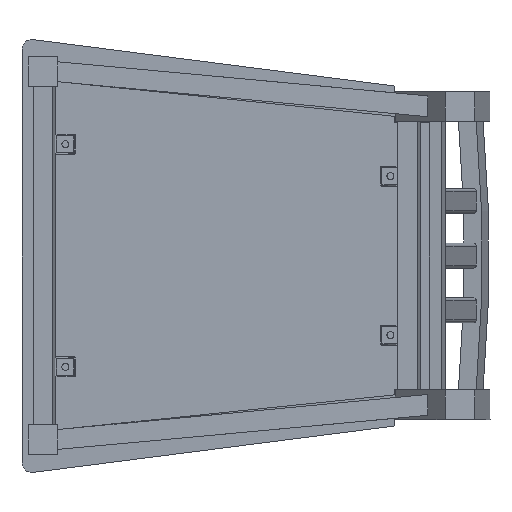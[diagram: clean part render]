
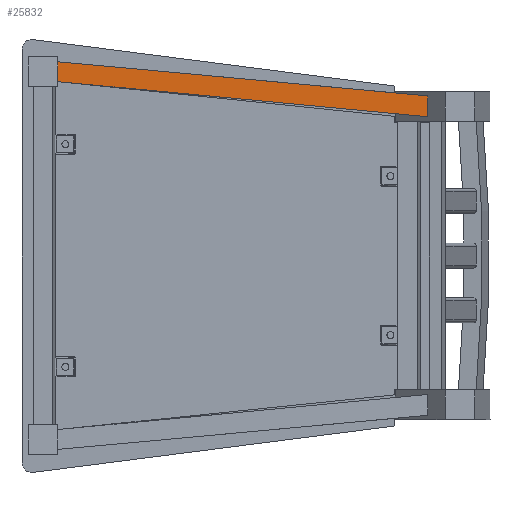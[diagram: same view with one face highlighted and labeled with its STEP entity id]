
A CAD part, front view. The second image highlights one B-rep face of the part: STEP entity #25832.
In plain terms, the highlighted face is planar.
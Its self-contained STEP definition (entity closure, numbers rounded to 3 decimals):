
#22635 = PLANE('',#22636);
#22636 = AXIS2_PLACEMENT_3D('',#22637,#22638,#22639);
#22637 = CARTESIAN_POINT('',(354.534,328.013,-20.));
#22638 = DIRECTION('',(-0.989,-0.151,0.));
#22639 = DIRECTION('',(0.151,-0.989,0.));
#23768 = VERTEX_POINT('',#23769);
#23769 = CARTESIAN_POINT('',(387.004,115.,-24.38));
#23783 = PLANE('',#23784);
#23784 = AXIS2_PLACEMENT_3D('',#23785,#23786,#23787);
#23785 = CARTESIAN_POINT('',(15.,145.,10.));
#23786 = DIRECTION('',(0.092,0.,0.996));
#23787 = DIRECTION('',(-0.996,0.,0.092));
#23795 = EDGE_CURVE('',#23768,#23796,#23798,.T.);
#23796 = VERTEX_POINT('',#23797);
#23797 = CARTESIAN_POINT('',(387.004,115.,-45.335));
#23798 = SURFACE_CURVE('',#23799,(#23803,#23810),.PCURVE_S1.);
#23799 = LINE('',#23800,#23801);
#23800 = CARTESIAN_POINT('',(387.004,115.,-20.));
#23801 = VECTOR('',#23802,1.);
#23802 = DIRECTION('',(0.,0.,-1.));
#23803 = PCURVE('',#22635,#23804);
#23804 = DEFINITIONAL_REPRESENTATION('',(#23805),#23809);
#23805 = LINE('',#23806,#23807);
#23806 = CARTESIAN_POINT('',(215.474,0.));
#23807 = VECTOR('',#23808,1.);
#23808 = DIRECTION('',(0.,-1.));
#23809 = ( GEOMETRIC_REPRESENTATION_CONTEXT(2) 
PARAMETRIC_REPRESENTATION_CONTEXT() REPRESENTATION_CONTEXT('2D SPACE',''
  ) );
#23810 = PCURVE('',#23811,#23816);
#23811 = PLANE('',#23812);
#23812 = AXIS2_PLACEMENT_3D('',#23813,#23814,#23815);
#23813 = CARTESIAN_POINT('',(0.,115.,0.));
#23814 = DIRECTION('',(0.,-1.,0.));
#23815 = DIRECTION('',(0.,0.,1.));
#23816 = DEFINITIONAL_REPRESENTATION('',(#23817),#23821);
#23817 = LINE('',#23818,#23819);
#23818 = CARTESIAN_POINT('',(-20.,-387.004));
#23819 = VECTOR('',#23820,1.);
#23820 = DIRECTION('',(-1.,0.));
#23821 = ( GEOMETRIC_REPRESENTATION_CONTEXT(2) 
PARAMETRIC_REPRESENTATION_CONTEXT() REPRESENTATION_CONTEXT('2D SPACE',''
  ) );
#23839 = PLANE('',#23840);
#23840 = AXIS2_PLACEMENT_3D('',#23841,#23842,#23843);
#23841 = CARTESIAN_POINT('',(404.534,145.,-47.));
#23842 = DIRECTION('',(-0.095,0.,-0.996));
#23843 = DIRECTION('',(0.996,0.,-0.095));
#24387 = PLANE('',#24388);
#24388 = AXIS2_PLACEMENT_3D('',#24389,#24390,#24391);
#24389 = CARTESIAN_POINT('',(15.,435.,15.));
#24390 = DIRECTION('',(-1.,0.,0.));
#24391 = DIRECTION('',(0.,0.,-1.));
#25090 = VERTEX_POINT('',#25091);
#25091 = CARTESIAN_POINT('',(15.,115.,-10.));
#25112 = EDGE_CURVE('',#25090,#25113,#25115,.T.);
#25113 = VERTEX_POINT('',#25114);
#25114 = CARTESIAN_POINT('',(15.,115.,10.));
#25115 = SURFACE_CURVE('',#25116,(#25120,#25127),.PCURVE_S1.);
#25116 = LINE('',#25117,#25118);
#25117 = CARTESIAN_POINT('',(15.,115.,-10.));
#25118 = VECTOR('',#25119,1.);
#25119 = DIRECTION('',(0.,0.,1.));
#25120 = PCURVE('',#24387,#25121);
#25121 = DEFINITIONAL_REPRESENTATION('',(#25122),#25126);
#25122 = LINE('',#25123,#25124);
#25123 = CARTESIAN_POINT('',(25.,320.));
#25124 = VECTOR('',#25125,1.);
#25125 = DIRECTION('',(-1.,-0.));
#25126 = ( GEOMETRIC_REPRESENTATION_CONTEXT(2) 
PARAMETRIC_REPRESENTATION_CONTEXT() REPRESENTATION_CONTEXT('2D SPACE',''
  ) );
#25127 = PCURVE('',#23811,#25128);
#25128 = DEFINITIONAL_REPRESENTATION('',(#25129),#25133);
#25129 = LINE('',#25130,#25131);
#25130 = CARTESIAN_POINT('',(-10.,-15.));
#25131 = VECTOR('',#25132,1.);
#25132 = DIRECTION('',(1.,0.));
#25133 = ( GEOMETRIC_REPRESENTATION_CONTEXT(2) 
PARAMETRIC_REPRESENTATION_CONTEXT() REPRESENTATION_CONTEXT('2D SPACE',''
  ) );
#25735 = EDGE_CURVE('',#23796,#25090,#25736,.T.);
#25736 = SURFACE_CURVE('',#25737,(#25741,#25748),.PCURVE_S1.);
#25737 = LINE('',#25738,#25739);
#25738 = CARTESIAN_POINT('',(404.534,115.,-47.));
#25739 = VECTOR('',#25740,1.);
#25740 = DIRECTION('',(-0.996,0.,0.095));
#25741 = PCURVE('',#23839,#25742);
#25742 = DEFINITIONAL_REPRESENTATION('',(#25743),#25747);
#25743 = LINE('',#25744,#25745);
#25744 = CARTESIAN_POINT('',(0.,30.));
#25745 = VECTOR('',#25746,1.);
#25746 = DIRECTION('',(-1.,-0.));
#25747 = ( GEOMETRIC_REPRESENTATION_CONTEXT(2) 
PARAMETRIC_REPRESENTATION_CONTEXT() REPRESENTATION_CONTEXT('2D SPACE',''
  ) );
#25748 = PCURVE('',#23811,#25749);
#25749 = DEFINITIONAL_REPRESENTATION('',(#25750),#25754);
#25750 = LINE('',#25751,#25752);
#25751 = CARTESIAN_POINT('',(-47.,-404.534));
#25752 = VECTOR('',#25753,1.);
#25753 = DIRECTION('',(0.095,0.996));
#25754 = ( GEOMETRIC_REPRESENTATION_CONTEXT(2) 
PARAMETRIC_REPRESENTATION_CONTEXT() REPRESENTATION_CONTEXT('2D SPACE',''
  ) );
#25804 = EDGE_CURVE('',#25113,#23768,#25805,.T.);
#25805 = SURFACE_CURVE('',#25806,(#25810,#25817),.PCURVE_S1.);
#25806 = LINE('',#25807,#25808);
#25807 = CARTESIAN_POINT('',(15.,115.,10.));
#25808 = VECTOR('',#25809,1.);
#25809 = DIRECTION('',(0.996,0.,-0.092));
#25810 = PCURVE('',#23783,#25811);
#25811 = DEFINITIONAL_REPRESENTATION('',(#25812),#25816);
#25812 = LINE('',#25813,#25814);
#25813 = CARTESIAN_POINT('',(0.,30.));
#25814 = VECTOR('',#25815,1.);
#25815 = DIRECTION('',(-1.,0.));
#25816 = ( GEOMETRIC_REPRESENTATION_CONTEXT(2) 
PARAMETRIC_REPRESENTATION_CONTEXT() REPRESENTATION_CONTEXT('2D SPACE',''
  ) );
#25817 = PCURVE('',#23811,#25818);
#25818 = DEFINITIONAL_REPRESENTATION('',(#25819),#25823);
#25819 = LINE('',#25820,#25821);
#25820 = CARTESIAN_POINT('',(10.,-15.));
#25821 = VECTOR('',#25822,1.);
#25822 = DIRECTION('',(-0.092,-0.996));
#25823 = ( GEOMETRIC_REPRESENTATION_CONTEXT(2) 
PARAMETRIC_REPRESENTATION_CONTEXT() REPRESENTATION_CONTEXT('2D SPACE',''
  ) );
#25832 = ADVANCED_FACE('',(#25833),#23811,.F.);
#25833 = FACE_BOUND('',#25834,.F.);
#25834 = EDGE_LOOP('',(#25835,#25836,#25837,#25838));
#25835 = ORIENTED_EDGE('',*,*,#25804,.F.);
#25836 = ORIENTED_EDGE('',*,*,#25112,.F.);
#25837 = ORIENTED_EDGE('',*,*,#25735,.F.);
#25838 = ORIENTED_EDGE('',*,*,#23795,.F.);
